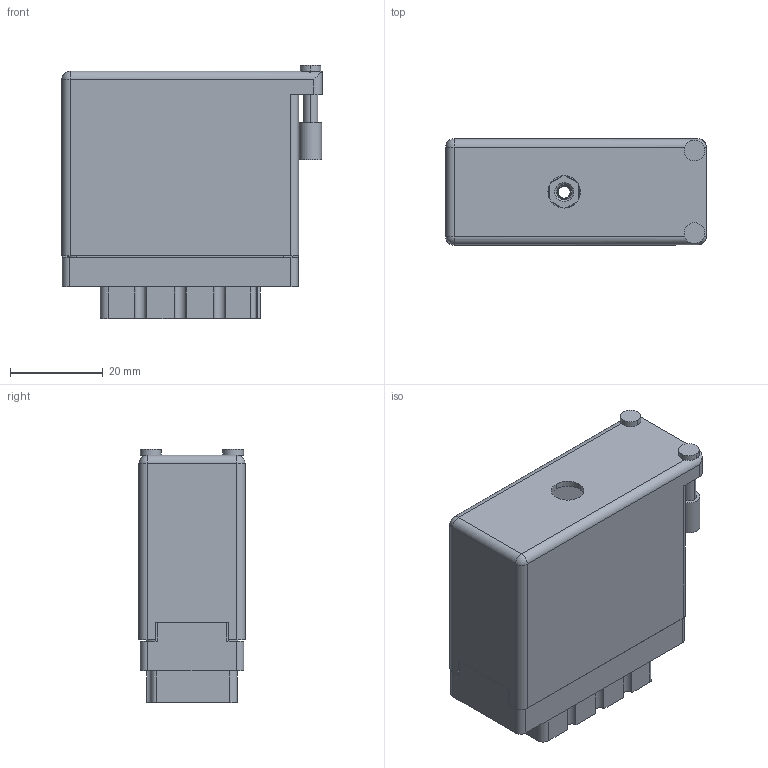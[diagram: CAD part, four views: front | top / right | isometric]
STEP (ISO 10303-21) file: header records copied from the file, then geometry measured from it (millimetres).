
FILE_DESCRIPTION (( 'STEP AP203' ), '1' );
FILE_NAME ('516-038-501-456.STEP', '2020-09-08T15:26:41', ( '' ), ( '' ), 'SwSTEP 2.0', 'SolidWorks 2020', '' );
FILE_SCHEMA (( 'CONFIG_CONTROL_DESIGN' ));
Length unit declared in the file: inch
Products named in the file (5): 516-230-001_Metal - 038 Side Entry; 516-252-035-100_516-252-035-100; 516-038-501-456; 516 Part Receptacle_038; 516-292-001_501 Contact
Assembly tree (42 placements, depth 2):
  516-038-501-456
    516 Part Receptacle_038
    516-292-001_501 Contact  x39
    516-230-001_Metal - 038 Side Entry
    516-252-035-100_516-252-035-100
Bounding box: 56.08 x 22.83 x 54.53 mm (x, y, z)
Volume: 21101.1 mm3; surface area: 35648.4 mm2
Topology: 42 solids, 42 shells, 3840 faces, 11113 edges, 7374 vertices
Faces by surface type: plane 2280, cylinder 1306, bspline 240, cone 12, sphere 2
Entity records: 40902 total; most frequent: CARTESIAN_POINT 9258, ORIENTED_EDGE 6414, DIRECTION 6234, EDGE_CURVE 3207, VECTOR 2276, LINE 2276, VERTEX_POINT 2130, AXIS2_PLACEMENT_3D 1979
